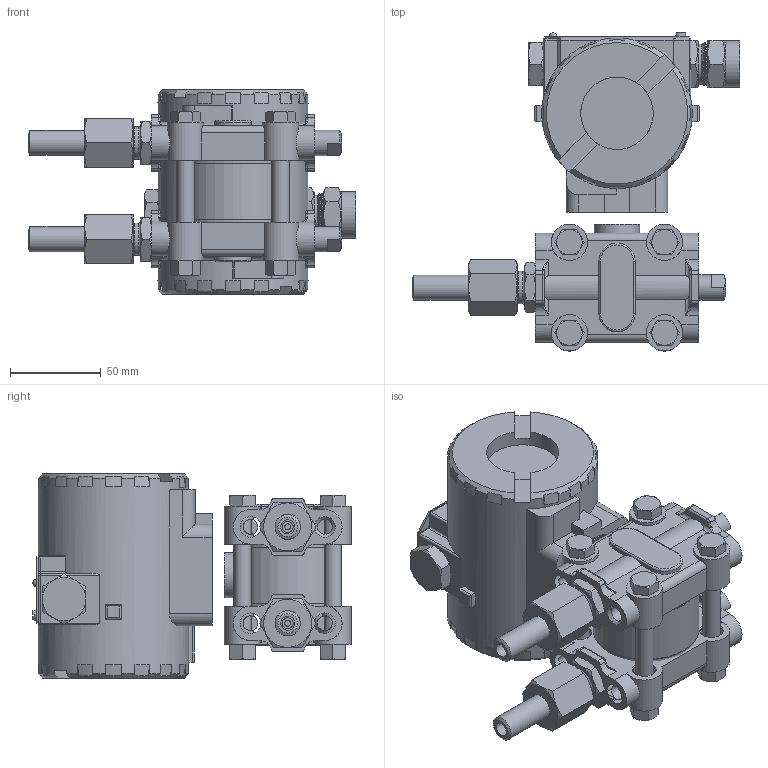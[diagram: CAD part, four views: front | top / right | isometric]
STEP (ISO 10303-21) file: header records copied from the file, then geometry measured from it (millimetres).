
FILE_DESCRIPTION(/* description */ (''),/* implementation_level */ '2;1');
FILE_NAME(/* name */ 'AMZ5050_standard_display_adapter-nippel-nut.step',/* time_stamp */ '2021-10-08T12:18:15+03:00',/* author */ (''),/* organization */ (''),/* preprocessor_version */ 'ST-DEVELOPER v18.1',/* originating_system */ 'Autodesk Translation Framework v10.10.0.1391',/* authorisation */ '');
FILE_SCHEMA (('AUTOMOTIVE_DESIGN { 1 0 10303 214 3 1 1 }'));
Products named in the file (13): AMZ5050_standard_display_adapter; Corp; screw; stamp; PLUG v2; M20x1,5 steel cable gland Ex d v3; Body2; Body3; bolt23; gg23; Adapter; Nippel; Nut
Assembly tree (24 placements, depth 2):
  AMZ5050_standard_display_adapter
    Corp
    screw
    Body2  x2
    Body3  x2
    bolt23  x4
    gg23  x4
    stamp
    PLUG v2
    M20x1,5 steel cable gland Ex d v3
    Adapter  x2
    Nippel  x3
    Nut  x2
Bounding box: 180.75 x 175.64 x 113 mm (x, y, z)
Volume: 1062815.5 mm3; surface area: 182389.5 mm2
Topology: 27 solids, 28 shells, 1267 faces, 3255 edges, 2093 vertices
Faces by surface type: plane 497, cylinder 361, cone 193, bspline 175, torus 34, sphere 7
Full cylindrical faces by diameter (mm): 2 x2, 2.693 x1, 3 x3, 3.3 x2, 6 x2, 7.8 x6, 8.2 x8, 8.5 x2, 9.5 x8, 12 x9, 13 x1, 13.5 x2, 13.8 x5, 14 x6, 16.811 x1, 17 x2, 17.5 x2, 17.6 x1, 17.7 x6, 17.8 x2, 18.137 x32, 18.376 x2, 18.5 x4, 18.526 x20, 19.85 x28, 20 x8, 20.203 x20, 22 x1, 22.132 x1, 25 x1
Entity records: 52584 total; most frequent: CARTESIAN_POINT 31110, ORIENTED_EDGE 4762, DIRECTION 3800, EDGE_CURVE 2381, VERTEX_POINT 1565, AXIS2_PLACEMENT_3D 1334, LINE 1132, VECTOR 1132
